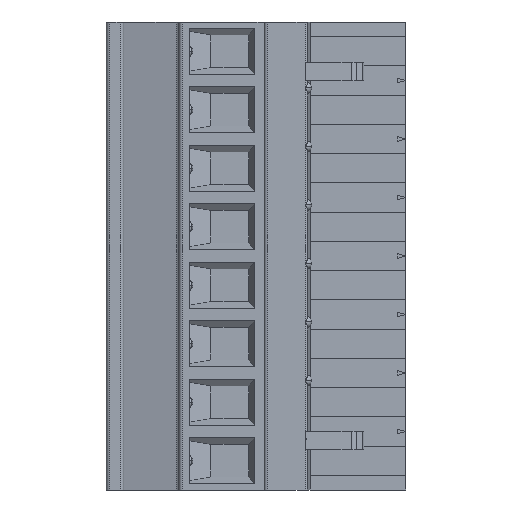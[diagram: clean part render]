
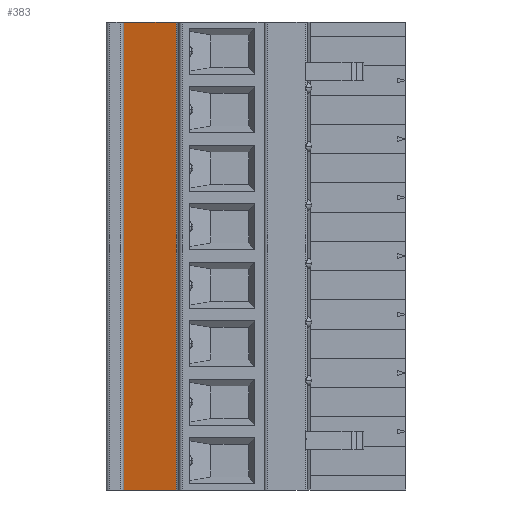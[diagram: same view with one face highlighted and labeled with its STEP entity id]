
A CAD part, left-side view. The second image highlights one B-rep face of the part: STEP entity #383.
In plain terms, the highlighted planar face has unit normal (-0.966, 0.259, 0).
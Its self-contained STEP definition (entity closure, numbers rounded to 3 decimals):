
#383=ADVANCED_FACE('',(#1175),#1176,.T.);
#1175=FACE_OUTER_BOUND('',#2102,.T.);
#1176=PLANE('',#2103);
#2102=EDGE_LOOP('',(#4863,#4864,#4865,#4866));
#2103=AXIS2_PLACEMENT_3D('',#4867,#4868,#4869);
#4863=ORIENTED_EDGE('',*,*,#5890,.F.);
#4864=ORIENTED_EDGE('',*,*,#5970,.F.);
#4865=ORIENTED_EDGE('',*,*,#6821,.F.);
#4866=ORIENTED_EDGE('',*,*,#6839,.F.);
#4867=CARTESIAN_POINT('',(-5.265,16.2,-38.1));
#4868=DIRECTION('',(-0.966,0.259,0.));
#4869=DIRECTION('',(0.,0.0,1.0));
#5890=EDGE_CURVE('',#7004,#7005,#7006,.T.);
#5970=EDGE_CURVE('',#7160,#7004,#7162,.T.);
#6821=EDGE_CURVE('',#8594,#7160,#8595,.T.);
#6839=EDGE_CURVE('',#7005,#8594,#8622,.T.);
#7004=VERTEX_POINT('',#8855);
#7005=VERTEX_POINT('',#8856);
#7006=LINE('',#8857,#8858);
#7160=VERTEX_POINT('',#9127);
#7162=LINE('',#9130,#9131);
#8594=VERTEX_POINT('',#11455);
#8595=LINE('',#11456,#11457);
#8622=LINE('',#11492,#11493);
#8855=CARTESIAN_POINT('',(-6.492,11.622,0.));
#8856=CARTESIAN_POINT('',(-6.492,11.622,-40.64));
#8857=CARTESIAN_POINT('',(-6.492,11.622,-38.1));
#8858=VECTOR('',#12156,1.0);
#9127=CARTESIAN_POINT('',(-5.265,16.2,0.));
#9130=CARTESIAN_POINT('',(-19.049,-35.243,0.));
#9131=VECTOR('',#12285,1.0);
#11455=CARTESIAN_POINT('',(-5.265,16.2,-40.64));
#11456=CARTESIAN_POINT('',(-5.265,16.2,-38.1));
#11457=VECTOR('',#13667,1.0);
#11492=CARTESIAN_POINT('',(-19.049,-35.243,-40.64));
#11493=VECTOR('',#13703,1.0);
#12156=DIRECTION('',(0.,0.0,-1.0));
#12285=DIRECTION('',(-0.259,-0.966,0.));
#13667=DIRECTION('',(0.,0.0,1.0));
#13703=DIRECTION('',(0.259,0.966,0.));
